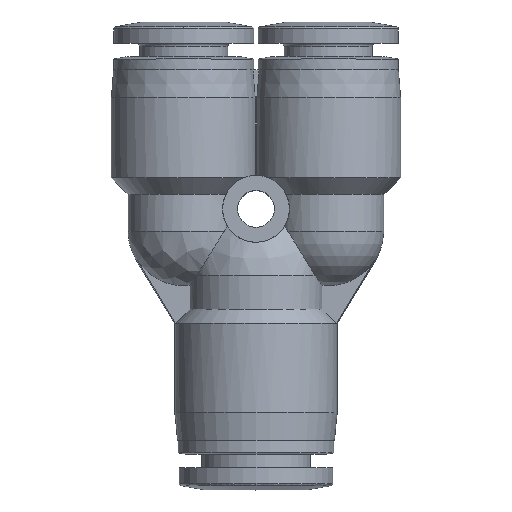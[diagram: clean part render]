
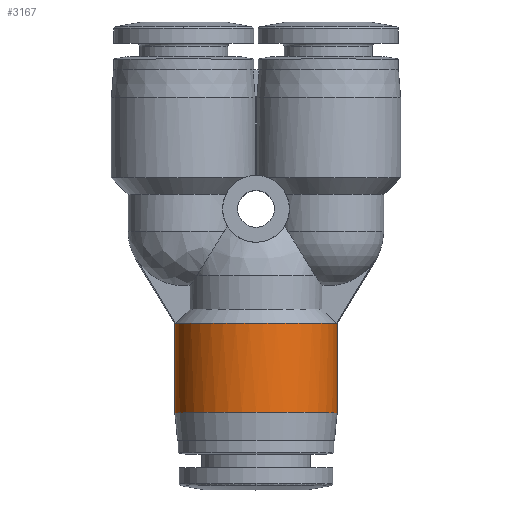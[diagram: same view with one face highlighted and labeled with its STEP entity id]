
A CAD part, top view. The second image highlights one B-rep face of the part: STEP entity #3167.
In plain terms, the highlighted cylindrical face has radius 7.3 mm (diameter 14.6 mm), a partial arc.
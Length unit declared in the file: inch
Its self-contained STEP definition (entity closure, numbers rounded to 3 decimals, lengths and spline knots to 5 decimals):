
#98 = EDGE_CURVE ( 'NONE', #591, #516, #1028, .T. ) ;
#106 = CARTESIAN_POINT ( 'NONE',  ( -0.28469, -0.40551, 0.03937 ) ) ;
#109 = ORIENTED_EDGE ( 'NONE', *, *, #1662, .F. ) ;
#260 = ORIENTED_EDGE ( 'NONE', *, *, #2828, .T. ) ;
#305 = CARTESIAN_POINT ( 'NONE',  ( 0.2874, -0.40551, 0. ) ) ;
#438 = DIRECTION ( 'NONE',  ( 0., 1., 0. ) ) ;
#479 = VERTEX_POINT ( 'NONE', #2273 ) ;
#516 = VERTEX_POINT ( 'NONE', #1709 ) ;
#527 = EDGE_LOOP ( 'NONE', ( #2831, #260, #1627, #3997, #1877, #109 ) ) ;
#559 = CARTESIAN_POINT ( 'NONE',  ( 0.2874, -0.40551, 0. ) ) ;
#591 = VERTEX_POINT ( 'NONE', #1227 ) ;
#824 = CARTESIAN_POINT ( 'NONE',  ( -0.2874, -0.40551, 0. ) ) ;
#875 = CARTESIAN_POINT ( 'NONE',  ( -0.2874, -0.72047, 0. ) ) ;
#924 = VERTEX_POINT ( 'NONE', #2001 ) ;
#974 = VERTEX_POINT ( 'NONE', #875 ) ;
#990 = VERTEX_POINT ( 'NONE', #559 ) ;
#1028 = CIRCLE ( 'NONE', #3047, 0.2874 ) ;
#1099 = EDGE_CURVE ( 'NONE', #924, #974, #1392, .T. ) ;
#1227 = CARTESIAN_POINT ( 'NONE',  ( 0.28469, -0.40551, 0.03937 ) ) ;
#1378 = FACE_OUTER_BOUND ( 'NONE', #527, .T. ) ;
#1392 = CIRCLE ( 'NONE', #3759, 0.2874 ) ;
#1585 = AXIS2_PLACEMENT_3D ( 'NONE', #3431, #438, #3995 ) ;
#1596 = EDGE_CURVE ( 'NONE', #990, #591, #2889, .T. ) ;
#1627 = ORIENTED_EDGE ( 'NONE', *, *, #1596, .T. ) ;
#1662 = EDGE_CURVE ( 'NONE', #974, #479, #4174, .T. ) ;
#1675 = DIRECTION ( 'NONE',  ( 0., 1., 0. ) ) ;
#1680 = B_SPLINE_CURVE_WITH_KNOTS ( 'NONE', 3,
 ( #106, #2513, #2873, #824 ),
 .UNSPECIFIED., .F., .F.,
 ( 4, 4 ),
 ( -0.001, 0. ),
 .UNSPECIFIED. ) ;
#1709 = CARTESIAN_POINT ( 'NONE',  ( -0.28469, -0.40551, 0.03937 ) ) ;
#1816 = VECTOR ( 'NONE', #1675, 39.37008 ) ;
#1877 = ORIENTED_EDGE ( 'NONE', *, *, #2878, .T. ) ;
#1978 = CARTESIAN_POINT ( 'NONE',  ( 0.28469, -0.40551, 0.03937 ) ) ;
#2001 = CARTESIAN_POINT ( 'NONE',  ( 0.2874, -0.72047, 0. ) ) ;
#2031 = DIRECTION ( 'NONE',  ( -1., 0., 0. ) ) ;
#2049 = DIRECTION ( 'NONE',  ( 0., -1., 0. ) ) ;
#2172 = DIRECTION ( 'NONE',  ( 0., 1., 0. ) ) ;
#2222 = VECTOR ( 'NONE', #2172, 39.37008 ) ;
#2263 = DIRECTION ( 'NONE',  ( -1., 0., 0. ) ) ;
#2264 = CARTESIAN_POINT ( 'NONE',  ( 0., -0.72047, 0. ) ) ;
#2273 = CARTESIAN_POINT ( 'NONE',  ( -0.2874, -0.40551, 0. ) ) ;
#2353 = CARTESIAN_POINT ( 'NONE',  ( 0., -0.40551, 0. ) ) ;
#2368 = DIRECTION ( 'NONE',  ( 0., -1., 0. ) ) ;
#2513 = CARTESIAN_POINT ( 'NONE',  ( -0.2865, -0.40551, 0.02632 ) ) ;
#2828 = EDGE_CURVE ( 'NONE', #924, #990, #3104, .T. ) ;
#2831 = ORIENTED_EDGE ( 'NONE', *, *, #1099, .F. ) ;
#2873 = CARTESIAN_POINT ( 'NONE',  ( -0.2874, -0.40551, 0.01317 ) ) ;
#2878 = EDGE_CURVE ( 'NONE', #516, #479, #1680, .T. ) ;
#2889 = B_SPLINE_CURVE_WITH_KNOTS ( 'NONE', 3,
 ( #305, #2977, #3825, #1978 ),
 .UNSPECIFIED., .F., .F.,
 ( 4, 4 ),
 ( 0.001, 0.00201 ),
 .UNSPECIFIED. ) ;
#2977 = CARTESIAN_POINT ( 'NONE',  ( 0.2874, -0.40551, 0.01318 ) ) ;
#3047 = AXIS2_PLACEMENT_3D ( 'NONE', #2353, #2368, #2263 ) ;
#3056 = CYLINDRICAL_SURFACE ( 'NONE', #1585, 0.2874 ) ;
#3104 = LINE ( 'NONE', #3118, #2222 ) ;
#3118 = CARTESIAN_POINT ( 'NONE',  ( 0.2874, -0.56299, 0. ) ) ;
#3167 = ADVANCED_FACE ( 'NONE', ( #1378 ), #3056, .T. ) ;
#3298 = CARTESIAN_POINT ( 'NONE',  ( -0.2874, -0.56299, 0. ) ) ;
#3431 = CARTESIAN_POINT ( 'NONE',  ( 0., -0.56299, 0. ) ) ;
#3759 = AXIS2_PLACEMENT_3D ( 'NONE', #2264, #2049, #2031 ) ;
#3825 = CARTESIAN_POINT ( 'NONE',  ( 0.2865, -0.40551, 0.02631 ) ) ;
#3995 = DIRECTION ( 'NONE',  ( -1., 0., 0. ) ) ;
#3997 = ORIENTED_EDGE ( 'NONE', *, *, #98, .T. ) ;
#4174 = LINE ( 'NONE', #3298, #1816 ) ;
